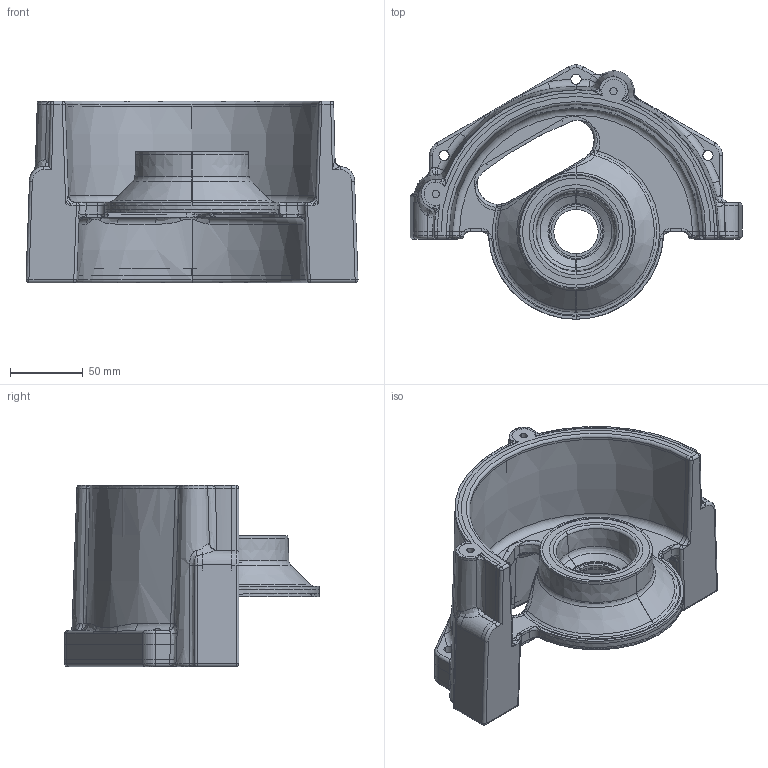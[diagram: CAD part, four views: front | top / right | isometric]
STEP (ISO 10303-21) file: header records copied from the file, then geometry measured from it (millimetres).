
FILE_DESCRIPTION (( 'STEP AP203' ), '1' );
FILE_NAME ('M006 - usinagem P027.STEP', '2025-04-08T16:13:08', ( '' ), ( '' ), 'SwSTEP 2.0', 'SolidWorks 2018', '' );
FILE_SCHEMA (( 'CONFIG_CONTROL_DESIGN' ));
Length unit declared in the file: millimetre
Products named in the file (3): P027_v05 - fechamento_traseiro_motor - fundida; M006 - usinagem P027; P027_v02 - fechamento_traseiro_motor
Assembly tree (2 placements, depth 2):
  M006 - usinagem P027
    P027_v02 - fechamento_traseiro_motor
    P027_v05 - fechamento_traseiro_motor - fundida
Bounding box: 228.75 x 175.34 x 125 mm (x, y, z)
Volume: 1569906.9 mm3; surface area: 270604.1 mm2
Topology: 2 solids, 2 shells, 492 faces, 1203 edges, 695 vertices
Faces by surface type: cylinder 152, plane 97, torus 95, bspline 87, cone 35, sphere 26
Entity records: 20031 total; most frequent: CARTESIAN_POINT 8714, DIRECTION 2366, ORIENTED_EDGE 2332, EDGE_CURVE 1166, AXIS2_PLACEMENT_3D 1017, VERTEX_POINT 695, CIRCLE 607, EDGE_LOOP 533
